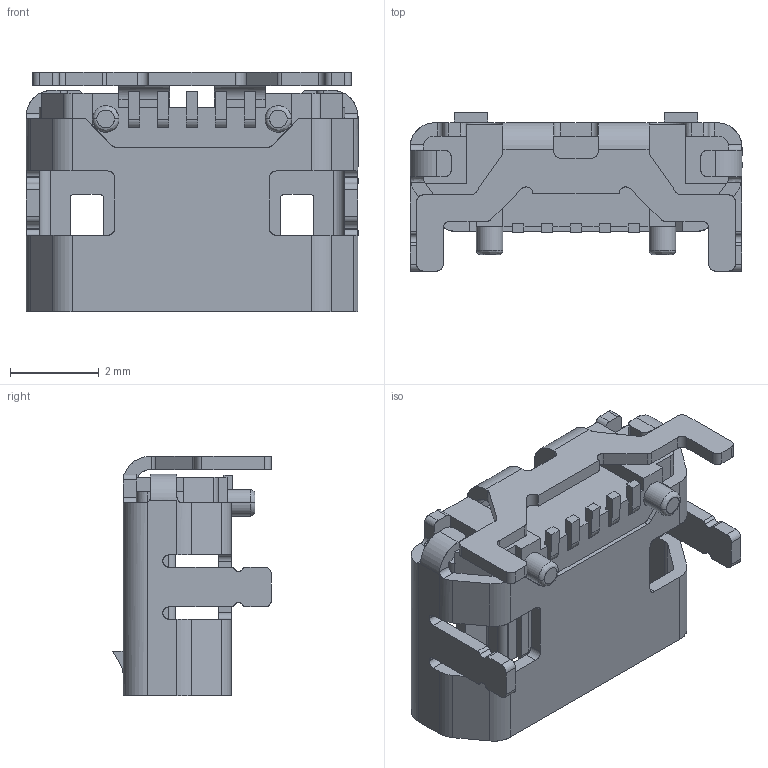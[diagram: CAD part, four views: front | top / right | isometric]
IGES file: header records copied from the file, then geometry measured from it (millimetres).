
Start section: SolidWorks IGES file using analytic representation for surfaces
Global section: file name: KMMX-BSMT35S-BTR_rA2.IGS; native system: SolidWorks 2012; preprocessor: SolidWorks 2012; author: Ckelleher; date: 121129.113953; units: millimetre
Bounding box: 7.5 x 3.58 x 5.4 mm (x, y, z)
Surface area: 238.2 mm2 (no closed solid volume)
Topology: 0 solids, 0 shells, 341 faces, 2670 edges, 2668 vertices
Faces by surface type: bspline 199, revolution 142
